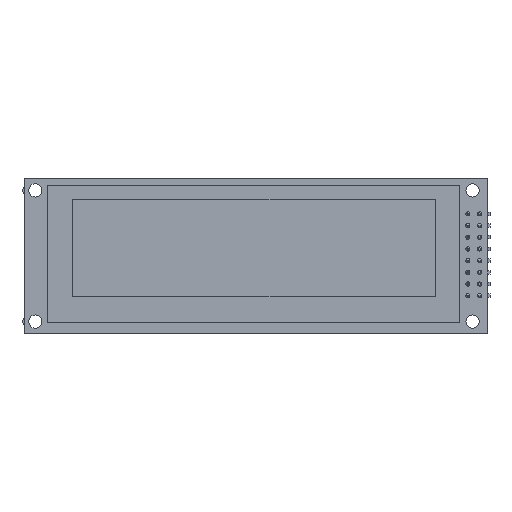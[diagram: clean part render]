
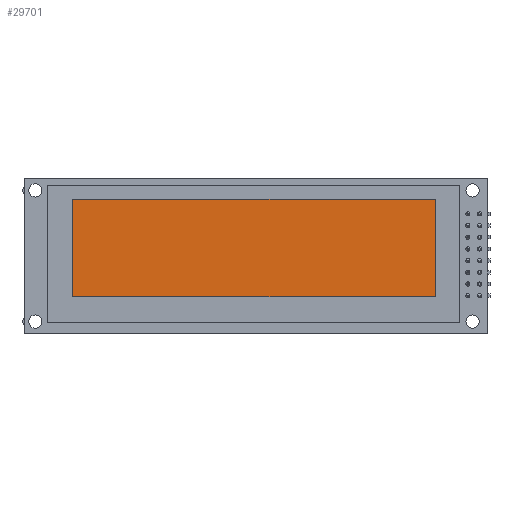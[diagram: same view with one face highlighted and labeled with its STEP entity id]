
A CAD part, top view. The second image highlights one B-rep face of the part: STEP entity #29701.
In plain terms, the highlighted planar face has unit normal (0, 0, 1).
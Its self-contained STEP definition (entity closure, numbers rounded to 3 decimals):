
#23850 = VERTEX_POINT('',#23851);
#23851 = CARTESIAN_POINT('',(-39.4,10.59,8.45));
#23857 = EDGE_CURVE('',#23850,#23858,#23860,.T.);
#23858 = VERTEX_POINT('',#23859);
#23859 = CARTESIAN_POINT('',(39.4,10.59,8.45));
#23860 = LINE('',#23861,#23862);
#23861 = CARTESIAN_POINT('',(39.4,10.59,8.45));
#23862 = VECTOR('',#23863,1.);
#23863 = DIRECTION('',(1.,0.,0.));
#23881 = EDGE_CURVE('',#23858,#23882,#23884,.T.);
#23882 = VERTEX_POINT('',#23883);
#23883 = CARTESIAN_POINT('',(39.4,-10.59,8.45));
#23884 = LINE('',#23885,#23886);
#23885 = CARTESIAN_POINT('',(39.4,-10.59,8.45));
#23886 = VECTOR('',#23887,1.);
#23887 = DIRECTION('',(0.,-1.,0.));
#23905 = EDGE_CURVE('',#23882,#23906,#23908,.T.);
#23906 = VERTEX_POINT('',#23907);
#23907 = CARTESIAN_POINT('',(-39.4,-10.59,8.45));
#23908 = LINE('',#23909,#23910);
#23909 = CARTESIAN_POINT('',(-39.4,-10.59,8.45));
#23910 = VECTOR('',#23911,1.);
#23911 = DIRECTION('',(-1.,0.,0.));
#23929 = EDGE_CURVE('',#23906,#23850,#23930,.T.);
#23930 = LINE('',#23931,#23932);
#23931 = CARTESIAN_POINT('',(-39.4,10.59,8.45));
#23932 = VECTOR('',#23933,1.);
#23933 = DIRECTION('',(0.,1.,0.));
#29701 = ADVANCED_FACE('',(#29702),#29708,.F.);
#29702 = FACE_BOUND('',#29703,.T.);
#29703 = EDGE_LOOP('',(#29704,#29705,#29706,#29707));
#29704 = ORIENTED_EDGE('',*,*,#23881,.F.);
#29705 = ORIENTED_EDGE('',*,*,#23857,.F.);
#29706 = ORIENTED_EDGE('',*,*,#23929,.F.);
#29707 = ORIENTED_EDGE('',*,*,#23905,.F.);
#29708 = PLANE('',#29709);
#29709 = AXIS2_PLACEMENT_3D('',#29710,#29711,#29712);
#29710 = CARTESIAN_POINT('',(0.,0.,8.45));
#29711 = DIRECTION('',(0.,0.,-1.));
#29712 = DIRECTION('',(-1.,0.,0.));
